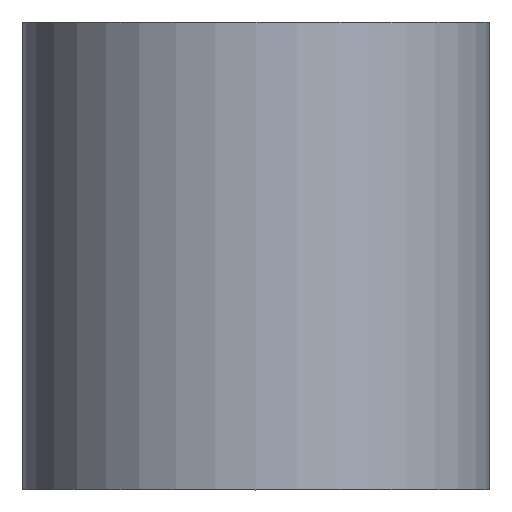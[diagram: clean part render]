
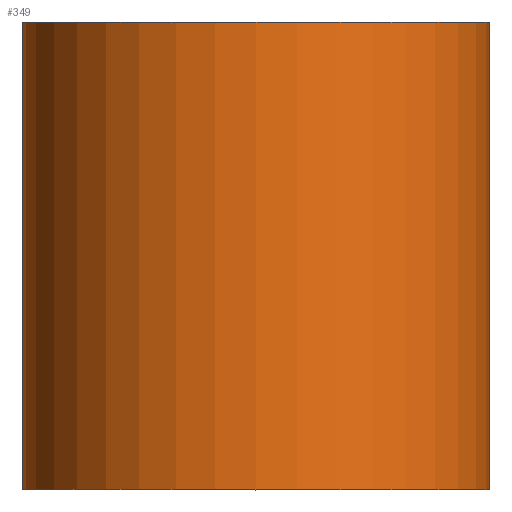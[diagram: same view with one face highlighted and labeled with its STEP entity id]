
A CAD part, top view. The second image highlights one B-rep face of the part: STEP entity #349.
In plain terms, the highlighted cylindrical face has radius 5 mm (diameter 10 mm), a partial arc.
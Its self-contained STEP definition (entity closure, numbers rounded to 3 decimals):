
#197=EDGE_CURVE('',#397,#293,#507,.T.);
#267=EDGE_CURVE('',#435,#293,#589,.T.);
#293=VERTEX_POINT('',#618);
#325=VERTEX_POINT('',#653);
#349=ADVANCED_FACE('',(#679),#680,.T.);
#397=VERTEX_POINT('',#732);
#417=EDGE_CURVE('',#397,#325,#753,.T.);
#435=VERTEX_POINT('',#777);
#451=EDGE_CURVE('',#435,#325,#794,.T.);
#507=CIRCLE('',#849,5.0);
#589=LINE('',#952,#953);
#618=CARTESIAN_POINT('',(5.0,0.,0.));
#653=CARTESIAN_POINT('',(-5.0,-10.0,0.0));
#679=FACE_OUTER_BOUND('',#1068,.T.);
#680=CYLINDRICAL_SURFACE('',#1069,5.0);
#732=CARTESIAN_POINT('',(-5.0,0.,0.0));
#753=LINE('',#1167,#1168);
#777=CARTESIAN_POINT('',(5.0,-10.0,0.));
#794=CIRCLE('',#1219,5.0);
#849=AXIS2_PLACEMENT_3D('',#1273,#1274,#1275);
#952=CARTESIAN_POINT('',(5.0,-5.0,0.));
#953=VECTOR('',#1394,1.0);
#1068=EDGE_LOOP('',(#1491,#1492,#1493,#1494));
#1069=AXIS2_PLACEMENT_3D('',#1495,#1496,#1497);
#1167=CARTESIAN_POINT('',(-5.0,-5.0,0.));
#1168=VECTOR('',#1567,1.0);
#1219=AXIS2_PLACEMENT_3D('',#1623,#1624,#1625);
#1273=CARTESIAN_POINT('',(0.0,0.0,0.0));
#1274=DIRECTION('',(0.,1.0,0.0));
#1275=DIRECTION('',(-1.0,0.,0.0));
#1394=DIRECTION('',(0.,1.0,-0.0));
#1491=ORIENTED_EDGE('',*,*,#417,.T.);
#1492=ORIENTED_EDGE('',*,*,#451,.F.);
#1493=ORIENTED_EDGE('',*,*,#267,.T.);
#1494=ORIENTED_EDGE('',*,*,#197,.F.);
#1495=CARTESIAN_POINT('',(0.,-5.0,0.0));
#1496=DIRECTION('',(0.,1.0,-0.0));
#1497=DIRECTION('',(-1.0,0.,0.0));
#1567=DIRECTION('',(0.,-1.0,0.0));
#1623=CARTESIAN_POINT('',(0.,-10.0,0.0));
#1624=DIRECTION('',(0.,-1.0,0.0));
#1625=DIRECTION('',(-1.0,0.,0.0));
